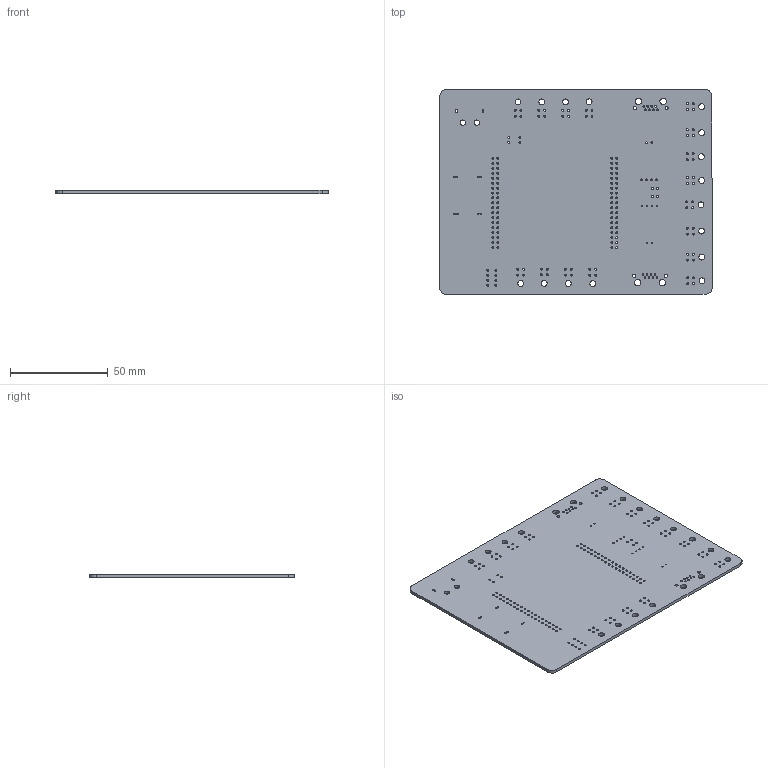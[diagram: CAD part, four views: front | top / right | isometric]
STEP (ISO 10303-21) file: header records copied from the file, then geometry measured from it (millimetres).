
FILE_DESCRIPTION(('KiCad electronic assembly'),'2;1');
FILE_NAME('Nucleo_F446_power_can_shield.step','2022-04-14T13:41:18',( 'Pcbnew'),('Kicad'),'Open CASCADE STEP processor 7.5', 'KiCad to STEP converter','Unknown');
FILE_SCHEMA(('AUTOMOTIVE_DESIGN { 1 0 10303 214 1 1 1 1 }'));
Length unit declared in the file: millimetre
Products named in the file (2): Nucleo_F446_power_can_shield 1; Nucleo_F446_power_can_shield PCB
Assembly tree (1 placements, depth 2):
  Nucleo_F446_power_can_shield 1
    Nucleo_F446_power_can_shield PCB
Bounding box: 139.65 x 104.91 x 1.6 mm (x, y, z)
Volume: 22895.5 mm3; surface area: 30721.3 mm2
Topology: 1 solids, 1 shells, 236 faces, 702 edges, 468 vertices
Faces by surface type: cylinder 226, plane 10
Full cylindrical faces by diameter (mm): 0.762 x12, 0.8 x8, 0.89 x16, 1 x16, 1.02 x140, 1.57 x4, 2.75 x2, 3 x16, 3.25 x4
Entity records: 18251 total; most frequent: DIRECTION 3034, CARTESIAN_POINT 2812, ORIENTED_EDGE 1404, PCURVE 1404, DEFINITIONAL_REPRESENTATION 1404, LINE 1202, VECTOR 1202, CIRCLE 904
